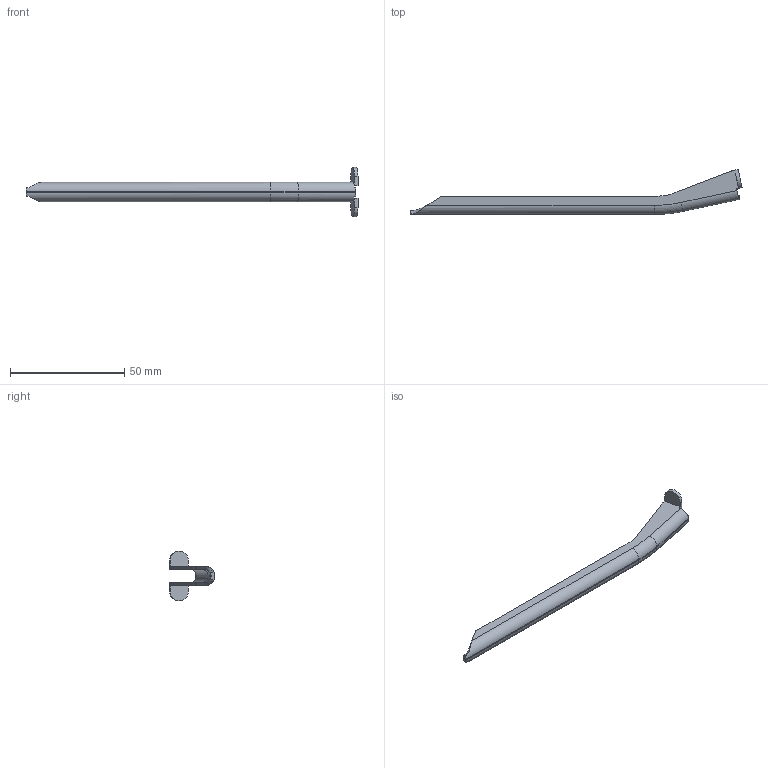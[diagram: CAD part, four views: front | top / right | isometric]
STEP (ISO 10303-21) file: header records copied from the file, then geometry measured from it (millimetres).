
FILE_DESCRIPTION((''),'2;1');
FILE_NAME('6357536','2014-01-15T',('AndreasKeweloh'),(''),'PRO/ENGINEER BY PARAMETRIC TECHNOLOGY CORPORATION, 2012360','PRO/ENGINEER BY PARAMETRIC TECHNOLOGY CORPORATION, 2012360','');
FILE_SCHEMA(('CONFIG_CONTROL_DESIGN'));
Length unit declared in the file: millimetre
Products named in the file (1): 6357536
Bounding box: 145 x 19.63 x 21.6 mm (x, y, z)
Volume: 4279.9 mm3; surface area: 6234 mm2
Topology: 1 solids, 1 shells, 61 faces, 166 edges, 107 vertices
Faces by surface type: plane 28, cylinder 21, bspline 8, torus 4
Entity records: 3447 total; most frequent: CARTESIAN_POINT 1882, ORIENTED_EDGE 332, DIRECTION 303, EDGE_CURVE 166, VERTEX_POINT 107, AXIS2_PLACEMENT_3D 102, VECTOR 99, LINE 99
